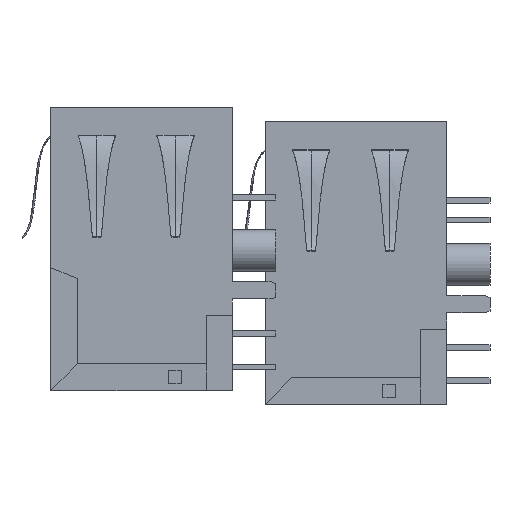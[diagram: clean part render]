
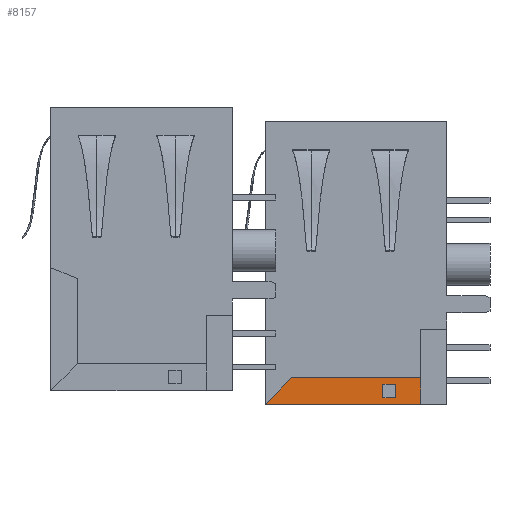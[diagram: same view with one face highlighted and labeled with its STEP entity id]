
A CAD part, left-side view. The second image highlights one B-rep face of the part: STEP entity #8157.
In plain terms, the highlighted planar face has unit normal (-1, 0, 0).
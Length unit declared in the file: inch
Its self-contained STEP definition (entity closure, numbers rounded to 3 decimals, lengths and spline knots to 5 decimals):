
#5215 = EDGE_LOOP ( 'NONE', ( #21041, #21083, #21046, #21111 ) ) ;
#5383 = DIRECTION ( 'NONE',  ( -1., 0., 0. ) ) ;
#5394 = CARTESIAN_POINT ( 'NONE',  ( -0.32008, 0.27244, -0.425 ) ) ;
#5396 = PLANE ( 'NONE',  #8629 ) ;
#5398 = DIRECTION ( 'NONE',  ( 0., 0., 1. ) ) ;
#5735 = CARTESIAN_POINT ( 'NONE',  ( -0.32008, -0.08042, -0.40412 ) ) ;
#5741 = CARTESIAN_POINT ( 'NONE',  ( -0.32008, -0.1937, -0.34449 ) ) ;
#5746 = CARTESIAN_POINT ( 'NONE',  ( -0.32008, 0.1937, -0.34449 ) ) ;
#5748 = CARTESIAN_POINT ( 'NONE',  ( -0.32008, -0.1937, -0.425 ) ) ;
#5749 = CARTESIAN_POINT ( 'NONE',  ( -0.32008, -0.08042, -0.36358 ) ) ;
#5751 = CARTESIAN_POINT ( 'NONE',  ( -0.32008, -0.11944, -0.36358 ) ) ;
#5752 = CARTESIAN_POINT ( 'NONE',  ( -0.32008, -0.11944, -0.40412 ) ) ;
#6225 = CARTESIAN_POINT ( 'NONE',  ( -0.32008, 0.27244, -0.425 ) ) ;
#7896 = ORIENTED_EDGE ( 'NONE', *, *, #26329, .F. ) ;
#8157 = ADVANCED_FACE ( 'NONE', ( #13361, #13365 ), #5396, .T. ) ;
#8629 = AXIS2_PLACEMENT_3D ( 'NONE', #5394, #5383, #5398 ) ;
#9786 = VERTEX_POINT ( 'NONE', #5735 ) ;
#9792 = VERTEX_POINT ( 'NONE', #5741 ) ;
#9797 = VERTEX_POINT ( 'NONE', #5746 ) ;
#9799 = VERTEX_POINT ( 'NONE', #5748 ) ;
#9800 = VERTEX_POINT ( 'NONE', #5749 ) ;
#9802 = VERTEX_POINT ( 'NONE', #5751 ) ;
#9803 = VERTEX_POINT ( 'NONE', #5752 ) ;
#12127 = LINE ( 'NONE', #20671, #12132 ) ;
#12132 = VECTOR ( 'NONE', #20688, 39.37008 ) ;
#12137 = LINE ( 'NONE', #20694, #12140 ) ;
#12140 = VECTOR ( 'NONE', #20696, 39.37008 ) ;
#12163 = LINE ( 'NONE', #20739, #12166 ) ;
#12166 = VECTOR ( 'NONE', #20740, 39.37008 ) ;
#12205 = LINE ( 'NONE', #20793, #12208 ) ;
#12208 = VECTOR ( 'NONE', #20794, 39.37008 ) ;
#12213 = LINE ( 'NONE', #20801, #12216 ) ;
#12215 = LINE ( 'NONE', #20803, #12218 ) ;
#12216 = VECTOR ( 'NONE', #20802, 39.37008 ) ;
#12218 = VECTOR ( 'NONE', #20804, 39.37008 ) ;
#12219 = LINE ( 'NONE', #20807, #12222 ) ;
#12221 = LINE ( 'NONE', #20809, #12224 ) ;
#12222 = VECTOR ( 'NONE', #20808, 39.37008 ) ;
#12224 = VECTOR ( 'NONE', #20810, 39.37008 ) ;
#12449 = VERTEX_POINT ( 'NONE', #6225 ) ;
#13361 = FACE_OUTER_BOUND ( 'NONE', #22515, .T. ) ;
#13365 = FACE_BOUND ( 'NONE', #5215, .T. ) ;
#20671 = CARTESIAN_POINT ( 'NONE',  ( -0.32008, -0.08042, -0.40412 ) ) ;
#20688 = DIRECTION ( 'NONE',  ( 0., 1., 0. ) ) ;
#20694 = CARTESIAN_POINT ( 'NONE',  ( -0.32008, 0.27244, -0.425 ) ) ;
#20696 = DIRECTION ( 'NONE',  ( 0., -1., 0. ) ) ;
#20739 = CARTESIAN_POINT ( 'NONE',  ( -0.32008, 0.27244, -0.425 ) ) ;
#20740 = DIRECTION ( 'NONE',  ( 0., -0.699, 0.715 ) ) ;
#20793 = CARTESIAN_POINT ( 'NONE',  ( -0.32008, -0.11944, -0.36358 ) ) ;
#20794 = DIRECTION ( 'NONE',  ( 0., 0., -1. ) ) ;
#20801 = CARTESIAN_POINT ( 'NONE',  ( -0.32008, -0.08042, -0.36358 ) ) ;
#20802 = DIRECTION ( 'NONE',  ( 0., -1., 0. ) ) ;
#20803 = CARTESIAN_POINT ( 'NONE',  ( -0.32008, 0.27244, -0.34449 ) ) ;
#20804 = DIRECTION ( 'NONE',  ( 0., -1., 0. ) ) ;
#20807 = CARTESIAN_POINT ( 'NONE',  ( -0.32008, -0.08042, -0.36358 ) ) ;
#20808 = DIRECTION ( 'NONE',  ( 0., 0., 1. ) ) ;
#20809 = CARTESIAN_POINT ( 'NONE',  ( -0.32008, -0.1937, -0.425 ) ) ;
#20810 = DIRECTION ( 'NONE',  ( 0., 0., 1. ) ) ;
#21040 = ORIENTED_EDGE ( 'NONE', *, *, #26332, .T. ) ;
#21041 = ORIENTED_EDGE ( 'NONE', *, *, #26331, .T. ) ;
#21046 = ORIENTED_EDGE ( 'NONE', *, *, #26324, .T. ) ;
#21083 = ORIENTED_EDGE ( 'NONE', *, *, #26328, .T. ) ;
#21111 = ORIENTED_EDGE ( 'NONE', *, *, #26282, .T. ) ;
#21134 = ORIENTED_EDGE ( 'NONE', *, *, #26286, .T. ) ;
#21157 = ORIENTED_EDGE ( 'NONE', *, *, #26301, .F. ) ;
#22515 = EDGE_LOOP ( 'NONE', ( #7896, #21157, #21134, #21040 ) ) ;
#26282 = EDGE_CURVE ( 'NONE', #9803, #9786, #12127, .T. ) ;
#26286 = EDGE_CURVE ( 'NONE', #12449, #9799, #12137, .T. ) ;
#26301 = EDGE_CURVE ( 'NONE', #12449, #9797, #12163, .T. ) ;
#26324 = EDGE_CURVE ( 'NONE', #9802, #9803, #12205, .T. ) ;
#26328 = EDGE_CURVE ( 'NONE', #9800, #9802, #12213, .T. ) ;
#26329 = EDGE_CURVE ( 'NONE', #9797, #9792, #12215, .T. ) ;
#26331 = EDGE_CURVE ( 'NONE', #9786, #9800, #12219, .T. ) ;
#26332 = EDGE_CURVE ( 'NONE', #9799, #9792, #12221, .T. ) ;
